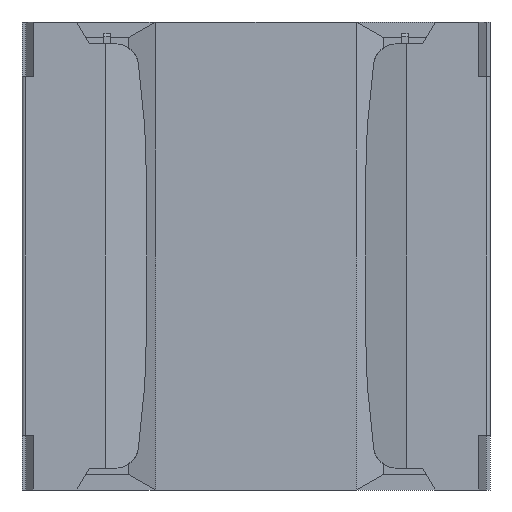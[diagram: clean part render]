
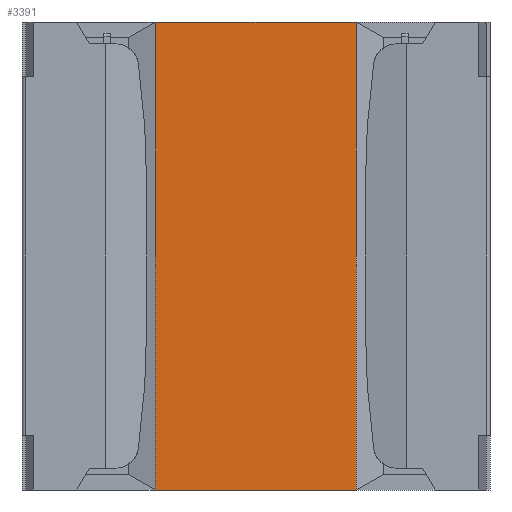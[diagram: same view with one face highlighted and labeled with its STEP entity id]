
A CAD part, front view. The second image highlights one B-rep face of the part: STEP entity #3391.
In plain terms, the highlighted planar face has unit normal (0, -1, 0).
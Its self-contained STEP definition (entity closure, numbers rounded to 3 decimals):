
#198 = VECTOR ( 'NONE', #4300, 1000. ) ;
#319 = CARTESIAN_POINT ( 'NONE',  ( 0., 0.04, 1.5 ) ) ;
#323 = FACE_OUTER_BOUND ( 'NONE', #1916, .T. ) ;
#325 = LINE ( 'NONE', #3974, #198 ) ;
#465 = VECTOR ( 'NONE', #1572, 1000. ) ;
#556 = CARTESIAN_POINT ( 'NONE',  ( 0., 0.04, 0. ) ) ;
#619 = DIRECTION ( 'NONE',  ( 1., 0., 0. ) ) ;
#1018 = CARTESIAN_POINT ( 'NONE',  ( -0.644, 0.04, 1.5 ) ) ;
#1073 = ORIENTED_EDGE ( 'NONE', *, *, #2440, .T. ) ;
#1079 = ORIENTED_EDGE ( 'NONE', *, *, #4302, .T. ) ;
#1267 = AXIS2_PLACEMENT_3D ( 'NONE', #556, #3914, #2550 ) ;
#1272 = VERTEX_POINT ( 'NONE', #1446 ) ;
#1292 = VERTEX_POINT ( 'NONE', #1500 ) ;
#1446 = CARTESIAN_POINT ( 'NONE',  ( 0.644, 0.04, -1.5 ) ) ;
#1452 = LINE ( 'NONE', #1871, #465 ) ;
#1493 = ORIENTED_EDGE ( 'NONE', *, *, #3532, .F. ) ;
#1500 = CARTESIAN_POINT ( 'NONE',  ( 0.644, 0.04, 1.5 ) ) ;
#1504 = LINE ( 'NONE', #2075, #3855 ) ;
#1516 = VERTEX_POINT ( 'NONE', #2854 ) ;
#1572 = DIRECTION ( 'NONE',  ( 1., 0., 0. ) ) ;
#1660 = LINE ( 'NONE', #319, #2973 ) ;
#1752 = DIRECTION ( 'NONE',  ( 0., 0., 1. ) ) ;
#1754 = EDGE_CURVE ( 'NONE', #1516, #2116, #1504, .T. ) ;
#1871 = CARTESIAN_POINT ( 'NONE',  ( 0., 0.04, -1.5 ) ) ;
#1916 = EDGE_LOOP ( 'NONE', ( #1493, #3052, #1073, #1079 ) ) ;
#2075 = CARTESIAN_POINT ( 'NONE',  ( -0.644, 0.04, -1.5 ) ) ;
#2116 = VERTEX_POINT ( 'NONE', #1018 ) ;
#2440 = EDGE_CURVE ( 'NONE', #1516, #1272, #1452, .T. ) ;
#2550 = DIRECTION ( 'NONE',  ( 0., 0., 1. ) ) ;
#2854 = CARTESIAN_POINT ( 'NONE',  ( -0.644, 0.04, -1.5 ) ) ;
#2973 = VECTOR ( 'NONE', #619, 1000. ) ;
#3052 = ORIENTED_EDGE ( 'NONE', *, *, #1754, .F. ) ;
#3250 = PLANE ( 'NONE',  #1267 ) ;
#3391 = ADVANCED_FACE ( 'NONE', ( #323 ), #3250, .F. ) ;
#3532 = EDGE_CURVE ( 'NONE', #2116, #1292, #1660, .T. ) ;
#3855 = VECTOR ( 'NONE', #1752, 1000. ) ;
#3914 = DIRECTION ( 'NONE',  ( 0., 1., 0. ) ) ;
#3974 = CARTESIAN_POINT ( 'NONE',  ( 0.644, 0.04, -1.5 ) ) ;
#4300 = DIRECTION ( 'NONE',  ( 0., 0., 1. ) ) ;
#4302 = EDGE_CURVE ( 'NONE', #1272, #1292, #325, .T. ) ;
